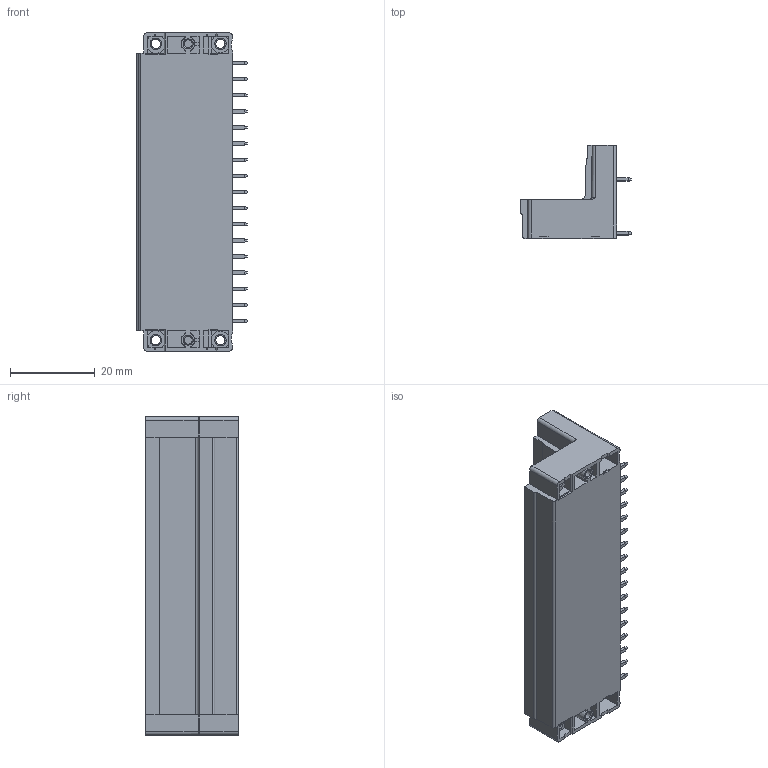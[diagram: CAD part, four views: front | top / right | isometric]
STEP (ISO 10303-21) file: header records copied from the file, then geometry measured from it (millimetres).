
FILE_DESCRIPTION((''),'2;1');
FILE_NAME('TLPHDW-105R-1','2024-09-24T11:08:13',('sheji109'),(''),'CREO PARAMETRIC BY PTC INC, 2018100','CREO PARAMETRIC BY PTC INC, 2018100','');
FILE_SCHEMA(('CONFIG_CONTROL_DESIGN'));
Products named in the file (1): TLPHDW-105R-1
Bounding box: 26.2 x 21.9 x 75.16 mm (x, y, z)
Volume: 16512.5 mm3; surface area: 18005.6 mm2
Topology: 1 solids, 1 shells, 2804 faces, 7586 edges, 4884 vertices
Faces by surface type: plane 2208, cylinder 535, cone 42, sphere 17, bspline 2
Entity records: 87147 total; most frequent: CARTESIAN_POINT 16047, ORIENTED_EDGE 15138, DIRECTION 14155, EDGE_CURVE 7569, VECTOR 6259, LINE 6259, VERTEX_POINT 4884, AXIS2_PLACEMENT_3D 3948
